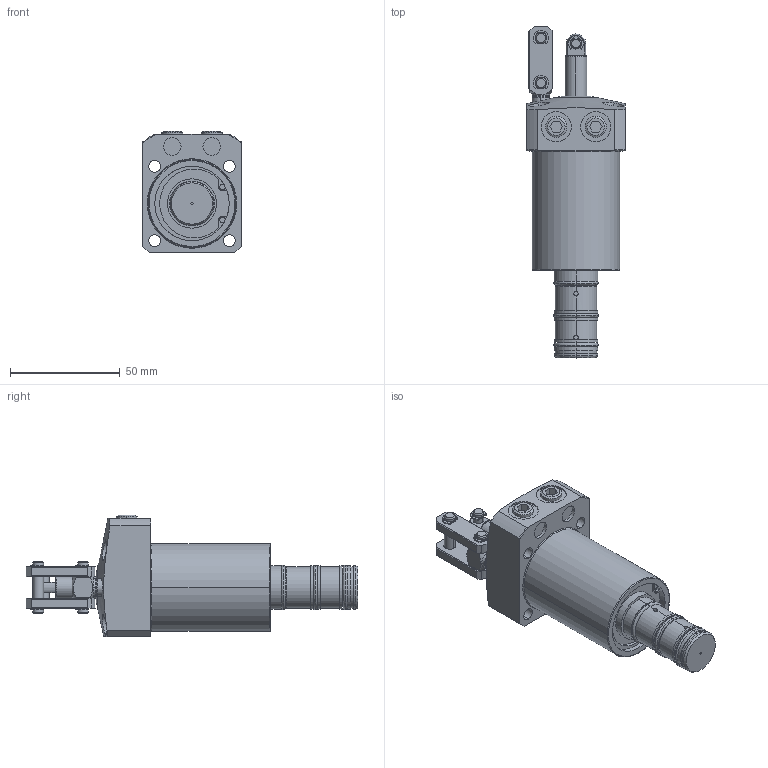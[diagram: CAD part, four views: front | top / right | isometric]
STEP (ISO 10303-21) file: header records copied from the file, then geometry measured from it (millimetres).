
FILE_DESCRIPTION (( 'STEP AP203' ), '1' );
FILE_NAME ('WCE0601-2GLM.STEP', '2019-09-24T06:15:53', ( '微软用户' ), ( '微软中国' ), 'SwSTEP 2.0', 'SolidWorks 2012', '' );
FILE_SCHEMA (( 'CONFIG_CONTROL_DESIGN' ));
Length unit declared in the file: millimetre
Products named in the file (10): WCE0601-2GLM; WCE0601-M_headcover; Rネジ1_8; ETW-3; WCE0601_linkplate; LM0360_诉輥E2_4L60308-00; LM0360_诉輥E1_4L60307-00; WCE0601_pistonrod; WCE0601_rodcover; WCE0601_cylinderL
Assembly tree (17 placements, depth 2):
  WCE0601-2GLM
    WCE0601_cylinderL
    WCE0601_rodcover
    WCE0601_pistonrod
    LM0360_诉輥E1_4L60307-00
    LM0360_诉輥E2_4L60308-00  x2
    WCE0601_linkplate  x2
    ETW-3  x6
    Rネジ1_8  x2
    WCE0601-M_headcover
Bounding box: 45 x 151.5 x 55.5 mm (x, y, z)
Volume: 132779 mm3; surface area: 31457 mm2
Topology: 20 solids, 21 shells, 568 faces, 1340 edges, 851 vertices
Faces by surface type: cylinder 250, plane 170, bspline 75, cone 73
Entity records: 14117 total; most frequent: CARTESIAN_POINT 4462, DIRECTION 1852, ORIENTED_EDGE 1684, EDGE_CURVE 842, AXIS2_PLACEMENT_3D 768, VERTEX_POINT 529, CIRCLE 436, EDGE_LOOP 429
